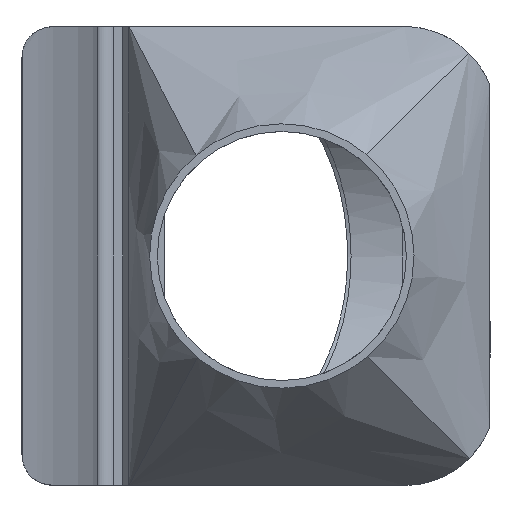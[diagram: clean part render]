
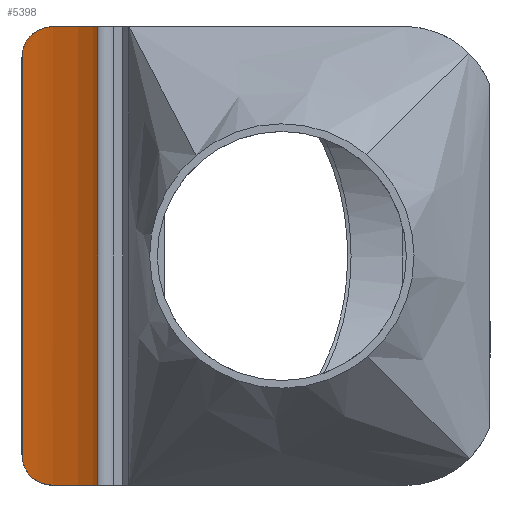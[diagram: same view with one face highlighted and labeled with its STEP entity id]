
A CAD part, front view. The second image highlights one B-rep face of the part: STEP entity #5398.
In plain terms, the highlighted cylindrical face has radius 199.8 mm (diameter 399.6 mm), a partial arc.
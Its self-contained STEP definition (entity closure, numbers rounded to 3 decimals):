
#40=B_SPLINE_CURVE_WITH_KNOTS('',3,(#9005,#9006,#9007,#9008,#9009,#9010,
#9011,#9012,#9013,#9014,#9015,#9016),.UNSPECIFIED.,.F.,.F.,(4,2,2,2,2,4),
(3.429,4.375,4.848,5.321,5.687,
5.856),.UNSPECIFIED.);
#41=B_SPLINE_CURVE_WITH_KNOTS('',3,(#9018,#9019,#9020,#9021,#9022,#9023,
#9024,#9025,#9026,#9027,#9028,#9029),.UNSPECIFIED.,.F.,.F.,(4,2,2,2,2,4),
(0.197,0.366,0.731,1.204,
1.677,2.623),.UNSPECIFIED.);
#124=CYLINDRICAL_SURFACE('',#5801,199.8);
#585=FACE_OUTER_BOUND('',#878,.T.);
#878=EDGE_LOOP('',(#5080,#5081,#5082,#5083,#5084,#5085));
#1528=LINE('',#9002,#2170);
#1529=LINE('',#9030,#2171);
#2170=VECTOR('',#7179,10.);
#2171=VECTOR('',#7182,10.);
#2288=CIRCLE('',#5774,199.8);
#2289=CIRCLE('',#5786,199.8);
#2790=VERTEX_POINT('',#8928);
#2791=VERTEX_POINT('',#8930);
#2800=VERTEX_POINT('',#8969);
#2801=VERTEX_POINT('',#8971);
#2805=VERTEX_POINT('',#9004);
#2806=VERTEX_POINT('',#9017);
#3538=EDGE_CURVE('',#2790,#2791,#2288,.T.);
#3558=EDGE_CURVE('',#2800,#2801,#2289,.T.);
#3574=EDGE_CURVE('',#2801,#2790,#1528,.T.);
#3575=EDGE_CURVE('',#2791,#2805,#40,.T.);
#3576=EDGE_CURVE('',#2806,#2800,#41,.T.);
#3577=EDGE_CURVE('',#2806,#2805,#1529,.T.);
#5080=ORIENTED_EDGE('',*,*,#3575,.F.);
#5081=ORIENTED_EDGE('',*,*,#3538,.F.);
#5082=ORIENTED_EDGE('',*,*,#3574,.F.);
#5083=ORIENTED_EDGE('',*,*,#3558,.F.);
#5084=ORIENTED_EDGE('',*,*,#3576,.F.);
#5085=ORIENTED_EDGE('',*,*,#3577,.T.);
#5398=ADVANCED_FACE('',(#585),#124,.T.);
#5774=AXIS2_PLACEMENT_3D('',#8931,#7094,#7095);
#5786=AXIS2_PLACEMENT_3D('',#8972,#7137,#7138);
#5801=AXIS2_PLACEMENT_3D('',#9003,#7180,#7181);
#7094=DIRECTION('center_axis',(0.,0.,
-1.));
#7095=DIRECTION('ref_axis',(0.876,-0.483,0.));
#7137=DIRECTION('center_axis',(0.,0.,
1.));
#7138=DIRECTION('ref_axis',(0.876,-0.483,0.));
#7179=DIRECTION('',(0.,0.,-1.));
#7180=DIRECTION('center_axis',(0.,0.,-1.));
#7181=DIRECTION('ref_axis',(0.876,-0.483,0.));
#7182=DIRECTION('',(0.,0.,-1.));
#8928=CARTESIAN_POINT('',(7.42,162.364,-150.));
#8930=CARTESIAN_POINT('',(-7.419,86.281,-150.));
#8931=CARTESIAN_POINT('Origin',(-192.38,161.842,-150.));
#8969=CARTESIAN_POINT('',(-7.419,86.281,0.));
#8971=CARTESIAN_POINT('',(7.42,162.364,0.));
#8972=CARTESIAN_POINT('Origin',(-192.38,161.842,0.));
#9002=CARTESIAN_POINT('',(7.42,162.364,0.));
#9003=CARTESIAN_POINT('Origin',(-192.38,161.842,0.));
#9004=CARTESIAN_POINT('',(-17.236,65.693,-141.903));
#9005=CARTESIAN_POINT('Ctrl Pts',(-7.419,86.281,-150.));
#9006=CARTESIAN_POINT('Ctrl Pts',(-8.611,83.362,-150.));
#9007=CARTESIAN_POINT('Ctrl Pts',(-9.992,80.197,-149.785));
#9008=CARTESIAN_POINT('Ctrl Pts',(-12.11,75.669,-148.865));
#9009=CARTESIAN_POINT('Ctrl Pts',(-12.823,74.197,-148.459));
#9010=CARTESIAN_POINT('Ctrl Pts',(-14.208,71.414,-147.394));
#9011=CARTESIAN_POINT('Ctrl Pts',(-14.881,70.103,-146.739));
#9012=CARTESIAN_POINT('Ctrl Pts',(-15.977,68.016,-145.235));
#9013=CARTESIAN_POINT('Ctrl Pts',(-16.467,67.104,-144.389));
#9014=CARTESIAN_POINT('Ctrl Pts',(-16.995,66.132,-142.922));
#9015=CARTESIAN_POINT('Ctrl Pts',(-17.135,65.877,-142.425));
#9016=CARTESIAN_POINT('Ctrl Pts',(-17.236,65.693,-141.903));
#9017=CARTESIAN_POINT('',(-17.236,65.693,-8.097));
#9018=CARTESIAN_POINT('Ctrl Pts',(-17.236,65.693,-8.097));
#9019=CARTESIAN_POINT('Ctrl Pts',(-17.135,65.877,-7.575));
#9020=CARTESIAN_POINT('Ctrl Pts',(-16.995,66.132,-7.078));
#9021=CARTESIAN_POINT('Ctrl Pts',(-16.467,67.104,-5.611));
#9022=CARTESIAN_POINT('Ctrl Pts',(-15.977,68.016,-4.765));
#9023=CARTESIAN_POINT('Ctrl Pts',(-14.881,70.103,-3.261));
#9024=CARTESIAN_POINT('Ctrl Pts',(-14.208,71.414,-2.606));
#9025=CARTESIAN_POINT('Ctrl Pts',(-12.823,74.197,-1.541));
#9026=CARTESIAN_POINT('Ctrl Pts',(-12.11,75.669,-1.135));
#9027=CARTESIAN_POINT('Ctrl Pts',(-9.992,80.197,-0.215));
#9028=CARTESIAN_POINT('Ctrl Pts',(-8.611,83.362,0.));
#9029=CARTESIAN_POINT('Ctrl Pts',(-7.419,86.281,0.));
#9030=CARTESIAN_POINT('',(-17.236,65.693,0.));
